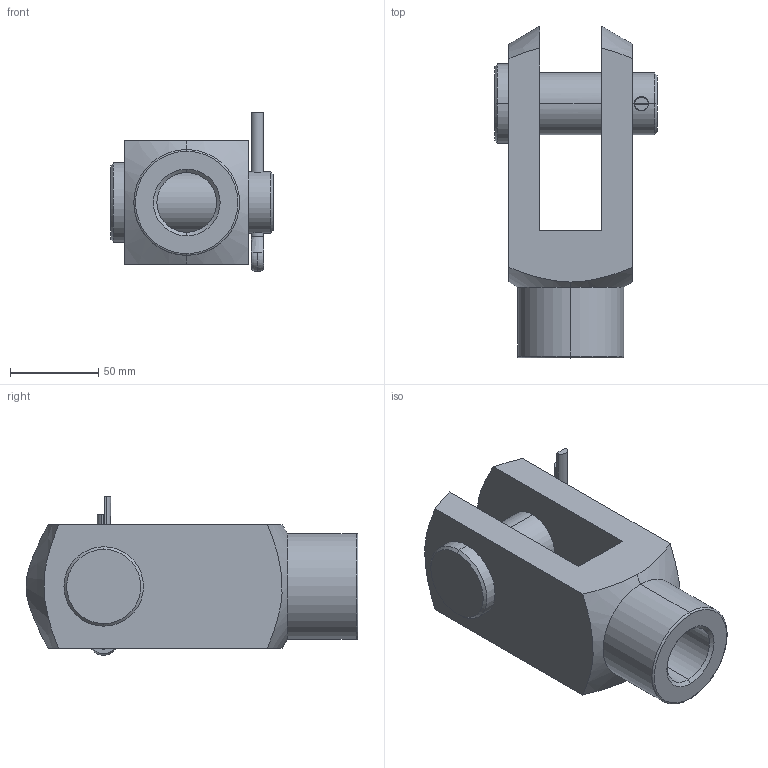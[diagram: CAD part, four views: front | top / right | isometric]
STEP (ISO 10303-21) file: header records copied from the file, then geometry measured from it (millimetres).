
FILE_DESCRIPTION (( 'STEP AP214' ), '1' );
FILE_NAME ('RD001398_SP.STEP', '2019-10-15T07:43:52', ( '' ), ( '' ), 'SwSTEP 2.0', 'SolidWorks 2019', '' );
FILE_SCHEMA (( 'AUTOMOTIVE_DESIGN' ));
Length unit declared in the file: millimetre
Products named in the file (1): RD001398_SP
Bounding box: 92 x 187.99 x 90 mm (x, y, z)
Volume: 521672.8 mm3; surface area: 85442.5 mm2
Topology: 3 solids, 3 shells, 52 faces, 128 edges, 81 vertices
Faces by surface type: plane 19, cylinder 17, cone 12, torus 2, sphere 2
Entity records: 2328 total; most frequent: CARTESIAN_POINT 472, DIRECTION 260, ORIENTED_EDGE 256, EDGE_CURVE 128, AXIS2_PLACEMENT_3D 101, VERTEX_POINT 81, EDGE_LOOP 59, VECTOR 58
